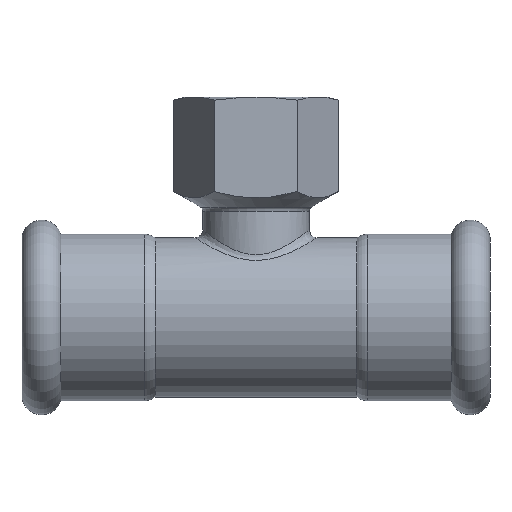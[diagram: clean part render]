
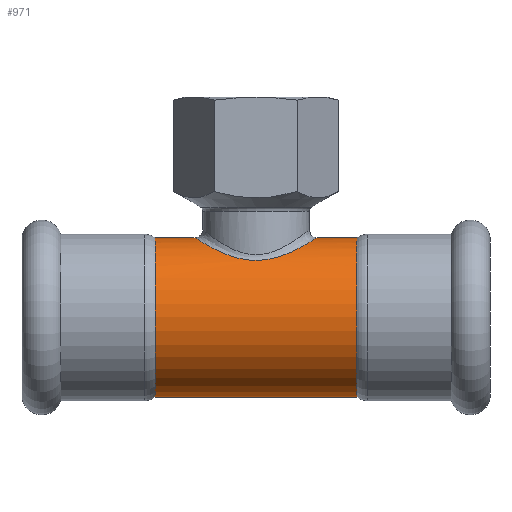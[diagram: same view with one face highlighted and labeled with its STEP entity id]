
A CAD part, front view. The second image highlights one B-rep face of the part: STEP entity #971.
In plain terms, the highlighted cylindrical face has radius 15 mm (diameter 30 mm), a full revolution.
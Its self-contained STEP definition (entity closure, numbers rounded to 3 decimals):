
#54=FACE_BOUND('',#241,.T.);
#64=B_SPLINE_CURVE_WITH_KNOTS('',3,(#1873,#1874,#1875,#1876,#1877,#1878,
#1879,#1880,#1881,#1882,#1883,#1884,#1885,#1886,#1887,#1888,#1889,#1890,
#1891,#1892,#1893,#1894),.UNSPECIFIED.,.T.,.F.,(4,1,1,1,1,1,1,1,1,1,1,1,
1,1,1,1,1,1,1,4),(-6.278,-6.054,-5.829,-5.493,
-5.381,-4.783,-4.484,-3.886,
-3.587,-3.288,-2.989,-2.69,
-2.093,-1.794,-1.569,-1.345,
-0.897,-0.448,-0.224,0.),
 .UNSPECIFIED.);
#115=LINE('',#1902,#143);
#143=VECTOR('',#1293,15.);
#170=CYLINDRICAL_SURFACE('',#1080,15.);
#191=FACE_OUTER_BOUND('',#240,.T.);
#240=EDGE_LOOP('',(#722,#723,#724,#725,#726,#727,#728,#729));
#241=EDGE_LOOP('',(#730));
#322=CIRCLE('',#1081,15.);
#323=CIRCLE('',#1082,15.);
#324=CIRCLE('',#1083,15.);
#325=CIRCLE('',#1084,15.);
#326=CIRCLE('',#1085,15.);
#327=CIRCLE('',#1086,15.);
#419=VERTEX_POINT('',#1833);
#424=VERTEX_POINT('',#1896);
#425=VERTEX_POINT('',#1897);
#426=VERTEX_POINT('',#1899);
#427=VERTEX_POINT('',#1901);
#428=VERTEX_POINT('',#1903);
#429=VERTEX_POINT('',#1905);
#543=EDGE_CURVE('',#419,#419,#64,.T.);
#544=EDGE_CURVE('',#424,#425,#322,.T.);
#545=EDGE_CURVE('',#426,#424,#323,.T.);
#546=EDGE_CURVE('',#426,#427,#115,.T.);
#547=EDGE_CURVE('',#427,#428,#324,.T.);
#548=EDGE_CURVE('',#428,#429,#325,.T.);
#549=EDGE_CURVE('',#429,#427,#326,.T.);
#550=EDGE_CURVE('',#425,#426,#327,.T.);
#722=ORIENTED_EDGE('',*,*,#544,.F.);
#723=ORIENTED_EDGE('',*,*,#545,.F.);
#724=ORIENTED_EDGE('',*,*,#546,.T.);
#725=ORIENTED_EDGE('',*,*,#547,.T.);
#726=ORIENTED_EDGE('',*,*,#548,.T.);
#727=ORIENTED_EDGE('',*,*,#549,.T.);
#728=ORIENTED_EDGE('',*,*,#546,.F.);
#729=ORIENTED_EDGE('',*,*,#550,.F.);
#730=ORIENTED_EDGE('',*,*,#543,.F.);
#971=ADVANCED_FACE('',(#191,#54),#170,.T.);
#1080=AXIS2_PLACEMENT_3D('',#1895,#1287,#1288);
#1081=AXIS2_PLACEMENT_3D('',#1898,#1289,#1290);
#1082=AXIS2_PLACEMENT_3D('',#1900,#1291,#1292);
#1083=AXIS2_PLACEMENT_3D('',#1904,#1294,#1295);
#1084=AXIS2_PLACEMENT_3D('',#1906,#1296,#1297);
#1085=AXIS2_PLACEMENT_3D('',#1907,#1298,#1299);
#1086=AXIS2_PLACEMENT_3D('',#1908,#1300,#1301);
#1287=DIRECTION('center_axis',(-1.,0.,0.));
#1288=DIRECTION('ref_axis',(0.,-1.,0.));
#1289=DIRECTION('center_axis',(-1.,0.,0.));
#1290=DIRECTION('ref_axis',(0.,-1.,0.));
#1291=DIRECTION('center_axis',(-1.,0.,0.));
#1292=DIRECTION('ref_axis',(0.,-1.,0.));
#1293=DIRECTION('',(1.,0.,0.));
#1294=DIRECTION('center_axis',(-1.,0.,0.));
#1295=DIRECTION('ref_axis',(0.,-1.,0.));
#1296=DIRECTION('center_axis',(-1.,0.,0.));
#1297=DIRECTION('ref_axis',(0.,-1.,0.));
#1298=DIRECTION('center_axis',(-1.,0.,0.));
#1299=DIRECTION('ref_axis',(0.,-1.,0.));
#1300=DIRECTION('center_axis',(-1.,0.,0.));
#1301=DIRECTION('ref_axis',(0.,-1.,0.));
#1833=CARTESIAN_POINT('',(0.,-10.455,10.757));
#1873=CARTESIAN_POINT('Ctrl Pts',(0.,-10.455,
10.757));
#1874=CARTESIAN_POINT('Ctrl Pts',(0.895,-10.455,10.757));
#1875=CARTESIAN_POINT('Ctrl Pts',(2.681,-10.259,10.949));
#1876=CARTESIAN_POINT('Ctrl Pts',(5.517,-9.327,11.789));
#1877=CARTESIAN_POINT('Ctrl Pts',(7.555,-7.993,12.737));
#1878=CARTESIAN_POINT('Ctrl Pts',(10.164,-5.393,14.138));
#1879=CARTESIAN_POINT('Ctrl Pts',(11.754,-1.954,15.166));
#1880=CARTESIAN_POINT('Ctrl Pts',(11.263,3.586,14.85));
#1881=CARTESIAN_POINT('Ctrl Pts',(8.81,7.23,13.312));
#1882=CARTESIAN_POINT('Ctrl Pts',(5.158,9.505,11.645));
#1883=CARTESIAN_POINT('Ctrl Pts',(1.835,10.495,10.722));
#1884=CARTESIAN_POINT('Ctrl Pts',(-1.837,10.494,10.719));
#1885=CARTESIAN_POINT('Ctrl Pts',(-6.252,9.181,11.961));
#1886=CARTESIAN_POINT('Ctrl Pts',(-9.575,6.404,13.814));
#1887=CARTESIAN_POINT('Ctrl Pts',(-11.257,2.711,14.841));
#1888=CARTESIAN_POINT('Ctrl Pts',(-11.605,0.001,
15.068));
#1889=CARTESIAN_POINT('Ctrl Pts',(-11.184,-3.258,14.798));
#1890=CARTESIAN_POINT('Ctrl Pts',(-9.192,-6.82,13.565));
#1891=CARTESIAN_POINT('Ctrl Pts',(-5.921,-9.185,11.91));
#1892=CARTESIAN_POINT('Ctrl Pts',(-2.682,-10.263,10.948));
#1893=CARTESIAN_POINT('Ctrl Pts',(-0.895,-10.455,
10.757));
#1894=CARTESIAN_POINT('Ctrl Pts',(0.,-10.455,
10.757));
#1895=CARTESIAN_POINT('Origin',(-14.8,0.,0.));
#1896=CARTESIAN_POINT('',(-19.,-15.,0.));
#1897=CARTESIAN_POINT('',(-19.,0.,15.));
#1898=CARTESIAN_POINT('Origin',(-19.,0.,0.));
#1899=CARTESIAN_POINT('',(-19.,15.,0.));
#1900=CARTESIAN_POINT('Origin',(-19.,0.,0.));
#1901=CARTESIAN_POINT('',(19.,15.,0.));
#1902=CARTESIAN_POINT('',(-14.8,15.,0.));
#1903=CARTESIAN_POINT('',(19.,-15.,0.));
#1904=CARTESIAN_POINT('Origin',(19.,0.,0.));
#1905=CARTESIAN_POINT('',(19.,0.,15.));
#1906=CARTESIAN_POINT('Origin',(19.,0.,0.));
#1907=CARTESIAN_POINT('Origin',(19.,0.,0.));
#1908=CARTESIAN_POINT('Origin',(-19.,0.,0.));
